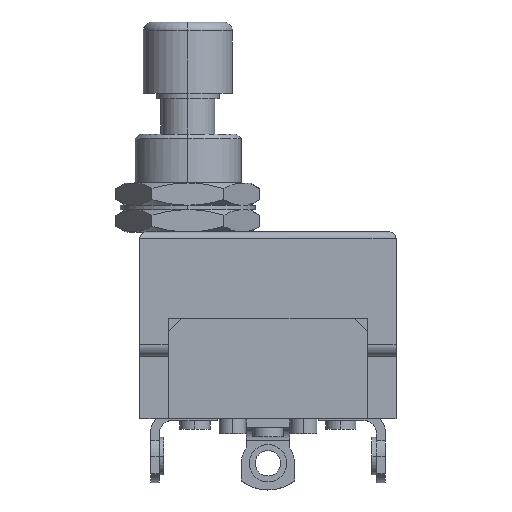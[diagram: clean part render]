
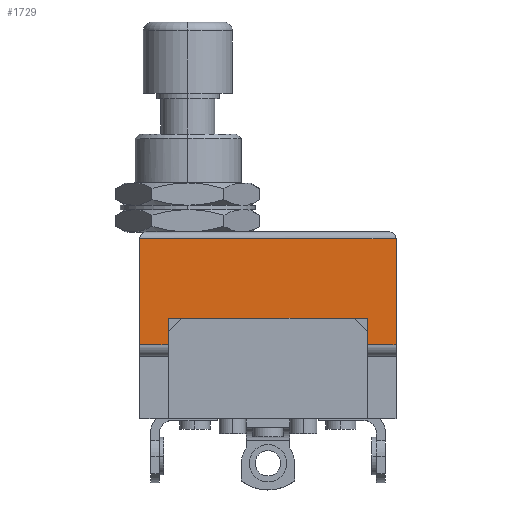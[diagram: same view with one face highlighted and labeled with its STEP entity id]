
A CAD part, top view. The second image highlights one B-rep face of the part: STEP entity #1729.
In plain terms, the highlighted planar face has unit normal (0, 0, 1).
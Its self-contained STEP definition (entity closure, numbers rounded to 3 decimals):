
#35 = CARTESIAN_POINT ( 'NONE',  ( 11.23, -8.9, 7.9 ) ) ;
#70 = VERTEX_POINT ( 'NONE', #4867 ) ;
#149 = EDGE_LOOP ( 'NONE', ( #5952, #1029, #721, #1296, #741, #7509, #7668, #1824 ) ) ;
#175 = LINE ( 'NONE', #905, #844 ) ;
#180 = DIRECTION ( 'NONE',  ( 1., 0., 0. ) ) ;
#496 = VECTOR ( 'NONE', #1387, 1000. ) ;
#721 = ORIENTED_EDGE ( 'NONE', *, *, #6142, .T. ) ;
#741 = ORIENTED_EDGE ( 'NONE', *, *, #7321, .F. ) ;
#844 = VECTOR ( 'NONE', #5203, 1000. ) ;
#905 = CARTESIAN_POINT ( 'NONE',  ( -11.23, -11.9, 7.9 ) ) ;
#959 = VECTOR ( 'NONE', #180, 1000. ) ;
#1029 = ORIENTED_EDGE ( 'NONE', *, *, #5241, .T. ) ;
#1068 = VERTEX_POINT ( 'NONE', #6788 ) ;
#1158 = LINE ( 'NONE', #6296, #959 ) ;
#1266 = DIRECTION ( 'NONE',  ( 0., 0., 1. ) ) ;
#1296 = ORIENTED_EDGE ( 'NONE', *, *, #4727, .F. ) ;
#1326 = LINE ( 'NONE', #6683, #1804 ) ;
#1387 = DIRECTION ( 'NONE',  ( 0., -1., 0. ) ) ;
#1423 = VERTEX_POINT ( 'NONE', #1548 ) ;
#1548 = CARTESIAN_POINT ( 'NONE',  ( 11.23, -11.9, 7.9 ) ) ;
#1666 = CARTESIAN_POINT ( 'NONE',  ( 11.23, -11.9, 7.9 ) ) ;
#1676 = CARTESIAN_POINT ( 'NONE',  ( 14.4, 0.8, 7.9 ) ) ;
#1729 = ADVANCED_FACE ( 'NONE', ( #7456 ), #3752, .T. ) ;
#1801 = LINE ( 'NONE', #1676, #7343 ) ;
#1804 = VECTOR ( 'NONE', #2980, 1000. ) ;
#1824 = ORIENTED_EDGE ( 'NONE', *, *, #7572, .T. ) ;
#2385 = LINE ( 'NONE', #6251, #496 ) ;
#2538 = VECTOR ( 'NONE', #7207, 1000. ) ;
#2673 = VECTOR ( 'NONE', #2839, 1000. ) ;
#2839 = DIRECTION ( 'NONE',  ( 0., -1., 0. ) ) ;
#2980 = DIRECTION ( 'NONE',  ( 1., 0., 0. ) ) ;
#3117 = CARTESIAN_POINT ( 'NONE',  ( -14.4, 0., 7.9 ) ) ;
#3163 = VECTOR ( 'NONE', #3328, 1000. ) ;
#3317 = VERTEX_POINT ( 'NONE', #7320 ) ;
#3328 = DIRECTION ( 'NONE',  ( -1., 0., 0. ) ) ;
#3474 = EDGE_CURVE ( 'NONE', #3317, #1068, #1801, .T. ) ;
#3539 = LINE ( 'NONE', #5882, #3163 ) ;
#3663 = CARTESIAN_POINT ( 'NONE',  ( -14.4, -11.9, 7.9 ) ) ;
#3752 = PLANE ( 'NONE',  #4697 ) ;
#4165 = LINE ( 'NONE', #5919, #2538 ) ;
#4394 = CARTESIAN_POINT ( 'NONE',  ( 0., 0., 7.9 ) ) ;
#4697 = AXIS2_PLACEMENT_3D ( 'NONE', #4394, #1266, #5568 ) ;
#4727 = EDGE_CURVE ( 'NONE', #7088, #7596, #4165, .T. ) ;
#4867 = CARTESIAN_POINT ( 'NONE',  ( -11.23, -8.9, 7.9 ) ) ;
#5007 = CARTESIAN_POINT ( 'NONE',  ( -11.23, -11.9, 7.9 ) ) ;
#5203 = DIRECTION ( 'NONE',  ( 0., -1., 0. ) ) ;
#5241 = EDGE_CURVE ( 'NONE', #3317, #7033, #3539, .T. ) ;
#5336 = EDGE_CURVE ( 'NONE', #7680, #1423, #6717, .T. ) ;
#5568 = DIRECTION ( 'NONE',  ( 1., 0., 0. ) ) ;
#5882 = CARTESIAN_POINT ( 'NONE',  ( 0., 0., 7.9 ) ) ;
#5919 = CARTESIAN_POINT ( 'NONE',  ( -11.23, -11.9, 7.9 ) ) ;
#5952 = ORIENTED_EDGE ( 'NONE', *, *, #3474, .F. ) ;
#6110 = EDGE_CURVE ( 'NONE', #70, #7680, #1158, .T. ) ;
#6142 = EDGE_CURVE ( 'NONE', #7033, #7596, #2385, .T. ) ;
#6251 = CARTESIAN_POINT ( 'NONE',  ( -14.4, 0.8, 7.9 ) ) ;
#6296 = CARTESIAN_POINT ( 'NONE',  ( 0., -8.9, 7.9 ) ) ;
#6683 = CARTESIAN_POINT ( 'NONE',  ( 11.23, -11.9, 7.9 ) ) ;
#6717 = LINE ( 'NONE', #1666, #2673 ) ;
#6788 = CARTESIAN_POINT ( 'NONE',  ( 14.4, -11.9, 7.9 ) ) ;
#7033 = VERTEX_POINT ( 'NONE', #3117 ) ;
#7076 = DIRECTION ( 'NONE',  ( 0., -1., 0. ) ) ;
#7088 = VERTEX_POINT ( 'NONE', #5007 ) ;
#7207 = DIRECTION ( 'NONE',  ( -1., 0., 0. ) ) ;
#7320 = CARTESIAN_POINT ( 'NONE',  ( 14.4, 0., 7.9 ) ) ;
#7321 = EDGE_CURVE ( 'NONE', #70, #7088, #175, .T. ) ;
#7343 = VECTOR ( 'NONE', #7076, 1000. ) ;
#7456 = FACE_OUTER_BOUND ( 'NONE', #149, .T. ) ;
#7509 = ORIENTED_EDGE ( 'NONE', *, *, #6110, .T. ) ;
#7572 = EDGE_CURVE ( 'NONE', #1423, #1068, #1326, .T. ) ;
#7596 = VERTEX_POINT ( 'NONE', #3663 ) ;
#7668 = ORIENTED_EDGE ( 'NONE', *, *, #5336, .T. ) ;
#7680 = VERTEX_POINT ( 'NONE', #35 ) ;
